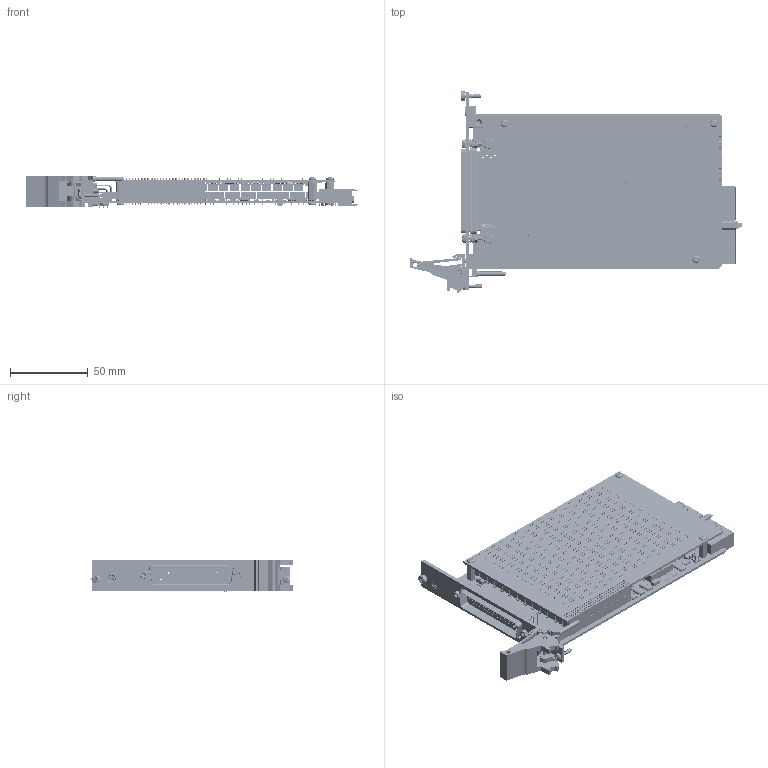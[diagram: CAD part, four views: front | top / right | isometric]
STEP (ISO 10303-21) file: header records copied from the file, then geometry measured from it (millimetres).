
FILE_DESCRIPTION (( 'STEP AP214' ), '1' );
FILE_NAME ('40-582-001 PXI 16x16 2 Pole VHD Matrix with BIRST.STEP', '2013-09-02T10:45:53', ( 'admin' ), ( '' ), 'SwSTEP 2.0', 'SolidWorks 2012', '' );
FILE_SCHEMA (( 'AUTOMOTIVE_DESIGN' ));
Length unit declared in the file: millimetre
Products named in the file (1): 40-582-001 PXI 16x16 2 Pole VHD Matrix with BIRST
Bounding box: 214.01 x 129.67 x 21 mm (x, y, z)
Surface area: 116811.3 mm2 (no closed solid volume)
Topology: 0 solids, 3559 shells, 9664 faces, 32833 edges, 25286 vertices
Faces by surface type: plane 5504, cylinder 3763, sphere 155, cone 142, bspline 51, torus 49
Full cylindrical faces by diameter (mm): 0.25 x2, 0.278 x3, 0.4 x2042, 0.5 x76, 0.6 x118, 0.7 x6, 0.711 x2, 0.75 x13, 0.77 x6, 0.8 x158, 1.19 x8, 1.496 x2, 2 x6, 2.05 x4, 2.16 x1, 2.45 x1, 2.5 x32, 2.595 x1, 2.6 x2, 2.7 x1, 2.8 x1, 2.9 x2, 3 x3, 3.2 x4, 4.7 x1, 4.85 x8, 5 x6, 5.2 x2, 5.3 x1, 5.5 x2
Entity records: 451248 total; most frequent: CARTESIAN_POINT 74787, DIRECTION 57563, ORIENTED_EDGE 39085, EDGE_CURVE 29833, VERTEX_POINT 25109, VECTOR 19723, LINE 19723, AXIS2_PLACEMENT_3D 18920
